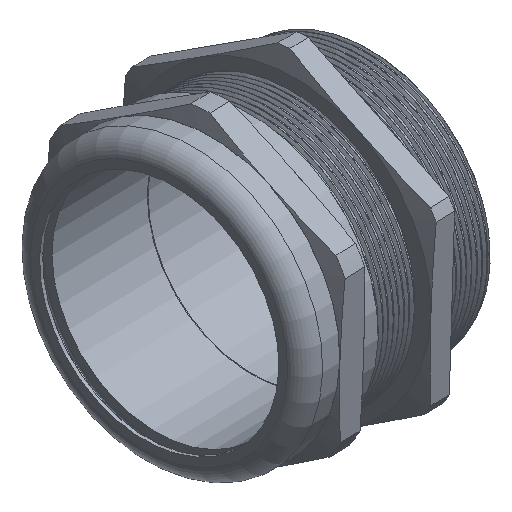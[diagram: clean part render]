
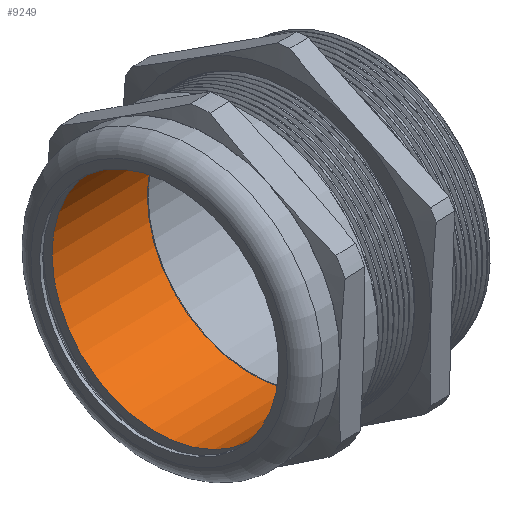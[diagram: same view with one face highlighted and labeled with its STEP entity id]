
A CAD part, isometric view. The second image highlights one B-rep face of the part: STEP entity #9249.
In plain terms, the highlighted cylindrical face has radius 38.45 mm (diameter 76.9 mm), a full revolution.
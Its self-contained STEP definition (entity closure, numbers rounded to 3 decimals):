
#103=CYLINDRICAL_SURFACE('',#10215,38.45);
#135=FACE_BOUND('',#1149,.T.);
#642=FACE_OUTER_BOUND('',#1148,.T.);
#1148=EDGE_LOOP('',(#8211));
#1149=EDGE_LOOP('',(#8212));
#3301=CIRCLE('',#10205,38.45);
#3306=CIRCLE('',#10214,38.45);
#4202=VERTEX_POINT('',#19576);
#4207=VERTEX_POINT('',#19590);
#5546=EDGE_CURVE('',#4202,#4202,#3301,.T.);
#5551=EDGE_CURVE('',#4207,#4207,#3306,.T.);
#8211=ORIENTED_EDGE('',*,*,#5551,.F.);
#8212=ORIENTED_EDGE('',*,*,#5546,.F.);
#9249=ADVANCED_FACE('',(#642,#135),#103,.F.);
#10205=AXIS2_PLACEMENT_3D('',#19577,#12876,#12877);
#10214=AXIS2_PLACEMENT_3D('',#19591,#12894,#12895);
#10215=AXIS2_PLACEMENT_3D('',#19592,#12896,#12897);
#12876=DIRECTION('center_axis',(0.,0.,1.));
#12877=DIRECTION('ref_axis',(-1.,0.,0.));
#12894=DIRECTION('center_axis',(0.,0.,-1.));
#12895=DIRECTION('ref_axis',(-1.,0.,0.));
#12896=DIRECTION('center_axis',(0.,0.,1.));
#12897=DIRECTION('ref_axis',(-1.,0.,0.));
#19576=CARTESIAN_POINT('',(38.45,0.,0.));
#19577=CARTESIAN_POINT('Origin',(0.,0.,0.));
#19590=CARTESIAN_POINT('',(38.45,0.,36.5));
#19591=CARTESIAN_POINT('Origin',(0.,0.,36.5));
#19592=CARTESIAN_POINT('Origin',(0.,0.,0.));
